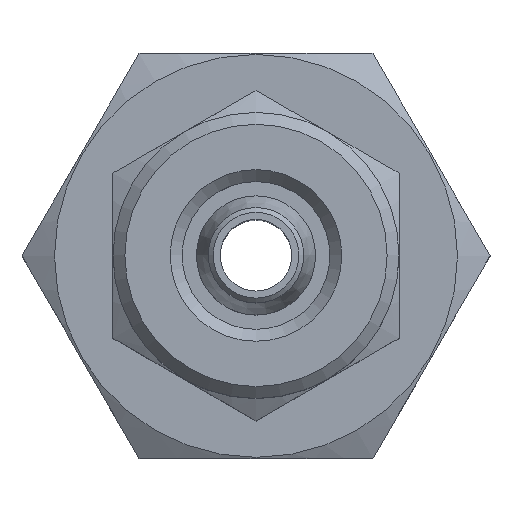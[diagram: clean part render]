
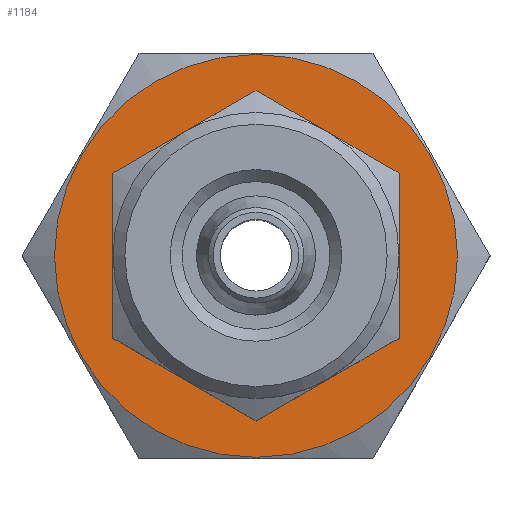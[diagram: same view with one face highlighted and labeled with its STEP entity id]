
A CAD part, top view. The second image highlights one B-rep face of the part: STEP entity #1184.
In plain terms, the highlighted planar face has unit normal (0, 0, 1).
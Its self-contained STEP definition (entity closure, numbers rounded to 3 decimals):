
#129=PLANE('',#1266);
#166=ORIENTED_EDGE('',*,*,#357,.T.);
#167=ORIENTED_EDGE('',*,*,#352,.F.);
#352=EDGE_CURVE('',#452,#452,#522,.T.);
#357=EDGE_CURVE('',#457,#457,#527,.T.);
#452=VERTEX_POINT('',#1603);
#457=VERTEX_POINT('',#1618);
#522=CIRCLE('',#1257,4.25);
#527=CIRCLE('',#1267,8.45);
#582=EDGE_LOOP('',(#166));
#583=EDGE_LOOP('',(#167));
#672=FACE_BOUND('',#582,.T.);
#673=FACE_BOUND('',#583,.T.);
#1184=ADVANCED_FACE('',(#672,#673),#129,.F.);
#1257=AXIS2_PLACEMENT_3D('',#1602,#1379,#1380);
#1266=AXIS2_PLACEMENT_3D('',#1616,#1397,#1398);
#1267=AXIS2_PLACEMENT_3D('',#1617,#1399,#1400);
#1379=DIRECTION('',(0.,0.,1.));
#1380=DIRECTION('',(1.,0.,0.));
#1397=DIRECTION('',(0.,0.,-1.));
#1398=DIRECTION('',(-1.,0.,0.));
#1399=DIRECTION('',(0.,0.,1.));
#1400=DIRECTION('',(1.,0.,0.));
#1602=CARTESIAN_POINT('',(0.,0.,-15.));
#1603=CARTESIAN_POINT('',(4.25,0.,-15.));
#1616=CARTESIAN_POINT('',(0.,0.,-15.));
#1617=CARTESIAN_POINT('',(0.,0.,-15.));
#1618=CARTESIAN_POINT('',(8.45,0.,-15.));
